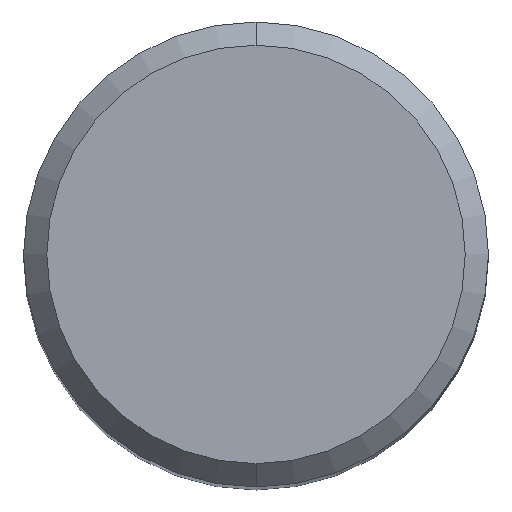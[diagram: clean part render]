
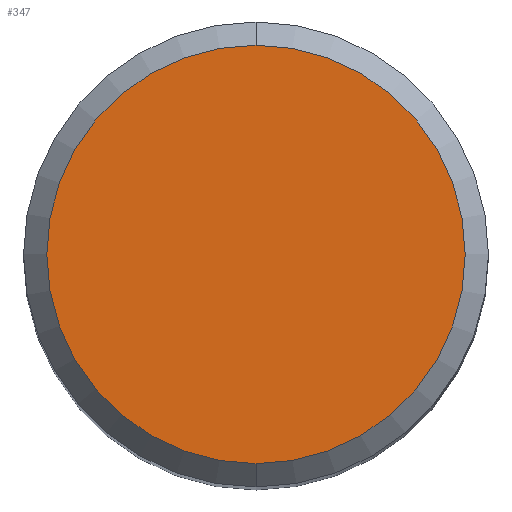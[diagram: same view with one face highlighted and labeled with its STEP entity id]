
A CAD part, top view. The second image highlights one B-rep face of the part: STEP entity #347.
In plain terms, the highlighted planar face has unit normal (0, 0, 1).
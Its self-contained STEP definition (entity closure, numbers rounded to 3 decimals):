
#225=EDGE_CURVE('',#365,#233,#528,.T.);
#233=VERTEX_POINT('',#536);
#247=EDGE_CURVE('',#233,#365,#550,.T.);
#347=ADVANCED_FACE('',(#663),#664,.T.);
#365=VERTEX_POINT('',#682);
#528=CIRCLE('',#872,4.5);
#536=CARTESIAN_POINT('',(0.,-4.5,0.0));
#550=CIRCLE('',#949,4.5);
#663=FACE_OUTER_BOUND('',#1175,.T.);
#664=PLANE('',#1176);
#682=CARTESIAN_POINT('',(0.0,4.5,0.0));
#872=AXIS2_PLACEMENT_3D('',#1490,#1491,#1492);
#949=AXIS2_PLACEMENT_3D('',#1497,#1498,#1499);
#1175=EDGE_LOOP('',(#1662,#1663));
#1176=AXIS2_PLACEMENT_3D('',#1664,#1665,#1666);
#1490=CARTESIAN_POINT('',(0.0,0.0,0.0));
#1491=DIRECTION('',(0.0,0.0,-1.0));
#1492=DIRECTION('',(0.0,1.0,0.0));
#1497=CARTESIAN_POINT('',(0.0,0.0,0.0));
#1498=DIRECTION('',(0.0,0.0,-1.0));
#1499=DIRECTION('',(0.0,1.0,0.0));
#1662=ORIENTED_EDGE('',*,*,#225,.F.);
#1663=ORIENTED_EDGE('',*,*,#247,.F.);
#1664=CARTESIAN_POINT('',(0.0,2.25,0.0));
#1665=DIRECTION('',(-0.0,0.0,1.0));
#1666=DIRECTION('',(0.0,-1.0,0.0));
